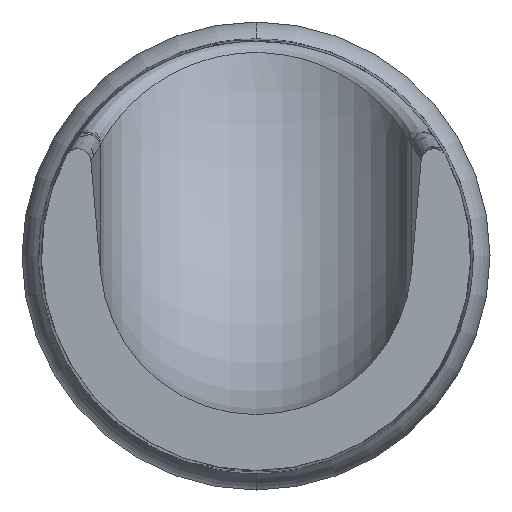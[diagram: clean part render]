
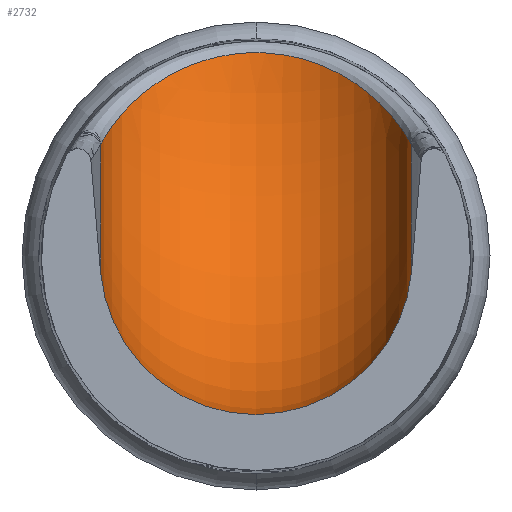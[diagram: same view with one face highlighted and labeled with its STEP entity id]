
A CAD part, front view. The second image highlights one B-rep face of the part: STEP entity #2732.
In plain terms, the highlighted toroidal (fillet/blend) face has major radius 1.024 mm and minor radius 0.6 mm.
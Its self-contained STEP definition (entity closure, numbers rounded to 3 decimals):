
#26 = CIRCLE ( 'NONE', #334, 1.077 ) ;
#134 = CIRCLE ( 'NONE', #2579, 0.6 ) ;
#334 = AXIS2_PLACEMENT_3D ( 'NONE', #539, #2670, #4108 ) ;
#539 = CARTESIAN_POINT ( 'NONE',  ( -0.598, -12.7, 1.014 ) ) ;
#543 = CARTESIAN_POINT ( 'NONE',  ( 0.181, -11.117, 0.762 ) ) ;
#558 = CARTESIAN_POINT ( 'NONE',  ( -0.523, -11.462, 0.539 ) ) ;
#576 = ORIENTED_EDGE ( 'NONE', *, *, #870, .F. ) ;
#577 = CARTESIAN_POINT ( 'NONE',  ( 0.488, -11.389, 0.58 ) ) ;
#594 = CARTESIAN_POINT ( 'NONE',  ( -0.391, -11.257, 0.661 ) ) ;
#667 = DIRECTION ( 'NONE',  ( 0., 0., -1. ) ) ;
#721 = DIRECTION ( 'NONE',  ( 1., 0., 0. ) ) ;
#837 = CARTESIAN_POINT ( 'NONE',  ( -0.598, -11.797, 0.428 ) ) ;
#870 = EDGE_CURVE ( 'Defeature ausgef�hrt1_31+Defeature ausgef�hrt1_30+Defeature ausgef�hrt1_34+Defeature ausgef�hrt1_38', #4097, #2303, #26, .T. ) ;
#936 = CARTESIAN_POINT ( 'NONE',  ( -0.598, -11.797, 0.428 ) ) ;
#996 = AXIS2_PLACEMENT_3D ( 'NONE', #2831, #3176, #4223 ) ;
#1200 = CIRCLE ( 'NONE', #996, 0.6 ) ;
#1247 = DIRECTION ( 'NONE',  ( 1., 0., 0. ) ) ;
#1279 = CARTESIAN_POINT ( 'NONE',  ( 0.575, -11.622, 0.469 ) ) ;
#1663 = CARTESIAN_POINT ( 'NONE',  ( 0.331, -11.201, 0.701 ) ) ;
#1749 = DIRECTION ( 'NONE',  ( 0., -1., 0. ) ) ;
#1845 = ORIENTED_EDGE ( 'NONE', *, *, #3854, .T. ) ;
#1947 = CIRCLE ( 'NONE', #3023, 1.077 ) ;
#2063 = CARTESIAN_POINT ( 'NONE',  ( -0.092, -11.092, 0.782 ) ) ;
#2303 = VERTEX_POINT ( 'NONE', #837 ) ;
#2358 = CARTESIAN_POINT ( 'NONE',  ( -0.598, -12.7, -0.062 ) ) ;
#2579 = AXIS2_PLACEMENT_3D ( 'NONE', #2836, #1749, #667 ) ;
#2664 = DIRECTION ( 'NONE',  ( 0., 0., -1. ) ) ;
#2670 = DIRECTION ( 'NONE',  ( 1., 0., 0. ) ) ;
#2732 = ADVANCED_FACE ( 'Defeature ausgef�hrt1_30', ( #3348 ), #4589, .F. ) ;
#2763 = CARTESIAN_POINT ( 'NONE',  ( 0.092, -11.092, 0.782 ) ) ;
#2779 = CARTESIAN_POINT ( 'NONE',  ( -0.488, -11.388, 0.58 ) ) ;
#2831 = CARTESIAN_POINT ( 'NONE',  ( 0., -12.7, -0.01 ) ) ;
#2836 = CARTESIAN_POINT ( 'NONE',  ( 0., -12.7, -0.01 ) ) ;
#3015 = EDGE_LOOP ( 'NONE', ( #3289, #3040, #576, #1845, #3740 ) ) ;
#3023 = AXIS2_PLACEMENT_3D ( 'NONE', #4072, #1247, #2664 ) ;
#3040 = ORIENTED_EDGE ( 'NONE', *, *, #4500, .T. ) ;
#3077 = CARTESIAN_POINT ( 'NONE',  ( -0.575, -11.622, 0.47 ) ) ;
#3138 = CARTESIAN_POINT ( 'NONE',  ( 0.392, -11.258, 0.661 ) ) ;
#3176 = DIRECTION ( 'NONE',  ( 0., -1., 0. ) ) ;
#3197 = CARTESIAN_POINT ( 'NONE',  ( 0., -12.7, 1.014 ) ) ;
#3289 = ORIENTED_EDGE ( 'NONE', *, *, #4034, .T. ) ;
#3348 = FACE_OUTER_BOUND ( 'NONE', #3015, .T. ) ;
#3428 = VERTEX_POINT ( 'NONE', #3803 ) ;
#3433 = CARTESIAN_POINT ( 'NONE',  ( 0.592, -11.706, 0.441 ) ) ;
#3482 = CARTESIAN_POINT ( 'NONE',  ( -0.592, -11.706, 0.441 ) ) ;
#3495 = EDGE_CURVE ( 'Defeature ausgef�hrt1_30+Defeature ausgef�hrt1_32+Defeature ausgef�hrt1_31+Defeature ausgef�hrt1_29', #3428, #4647, #134, .T. ) ;
#3618 = AXIS2_PLACEMENT_3D ( 'NONE', #3197, #721, #3936 ) ;
#3740 = ORIENTED_EDGE ( 'NONE', *, *, #3495, .T. ) ;
#3793 = CARTESIAN_POINT ( 'NONE',  ( -0.181, -11.117, 0.762 ) ) ;
#3803 = CARTESIAN_POINT ( 'NONE',  ( 0., -12.7, -0.61 ) ) ;
#3854 = EDGE_CURVE ( 'Defeature ausgef�hrt1_30+Defeature ausgef�hrt1_32+Defeature ausgef�hrt1_31+Defeature ausgef�hrt1_29', #4097, #3428, #1200, .T. ) ;
#3936 = DIRECTION ( 'NONE',  ( 0., 0., -1. ) ) ;
#4034 = EDGE_CURVE ( 'Defeature ausgef�hrt1_30+Defeature ausgef�hrt1_29+Defeature ausgef�hrt1_32+Defeature ausgef�hrt1_37', #4647, #4495, #1947, .T. ) ;
#4072 = CARTESIAN_POINT ( 'NONE',  ( 0.598, -12.7, 1.014 ) ) ;
#4097 = VERTEX_POINT ( 'NONE', #2358 ) ;
#4108 = DIRECTION ( 'NONE',  ( 0., 0., -1. ) ) ;
#4183 = CARTESIAN_POINT ( 'NONE',  ( 0.598, -11.797, 0.428 ) ) ;
#4223 = DIRECTION ( 'NONE',  ( 0., 0., -1. ) ) ;
#4266 = CARTESIAN_POINT ( 'NONE',  ( 0.598, -12.7, -0.062 ) ) ;
#4272 = B_SPLINE_CURVE_WITH_KNOTS ( 'NONE', 3,
 ( #4498, #3433, #1279, #4517, #577, #3138, #1663, #543, #2763, #2063, #3793, #4480, #594, #2779, #558, #3077, #3482, #936 ),
 .UNSPECIFIED., .F., .F.,
 ( 4, 2, 2, 2, 2, 2, 2, 2, 4 ),
 ( 0., 0., 0.001, 0.001, 0.001, 0.001, 0.002, 0.002, 0.002 ),
 .UNSPECIFIED. ) ;
#4480 = CARTESIAN_POINT ( 'NONE',  ( -0.33, -11.2, 0.702 ) ) ;
#4495 = VERTEX_POINT ( 'NONE', #4183 ) ;
#4498 = CARTESIAN_POINT ( 'NONE',  ( 0.598, -11.797, 0.428 ) ) ;
#4500 = EDGE_CURVE ( 'Defeature ausgef�hrt1_30+Defeature ausgef�hrt1_37+Defeature ausgef�hrt1_29+Defeature ausgef�hrt1_31', #4495, #2303, #4272, .T. ) ;
#4517 = CARTESIAN_POINT ( 'NONE',  ( 0.524, -11.462, 0.539 ) ) ;
#4589 = TOROIDAL_SURFACE ( 'NONE', #3618, 1.024, 0.6 ) ;
#4647 = VERTEX_POINT ( 'NONE', #4266 ) ;
